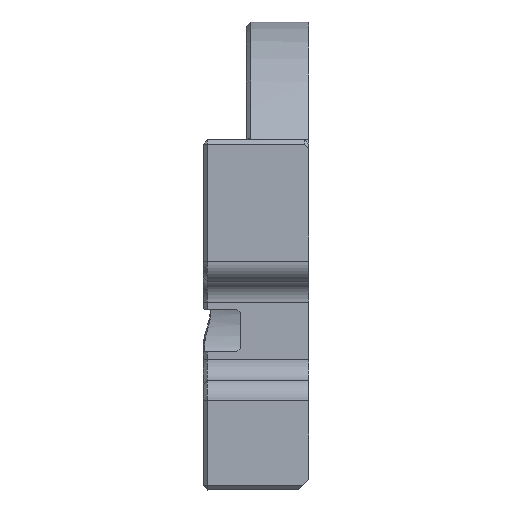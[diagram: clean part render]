
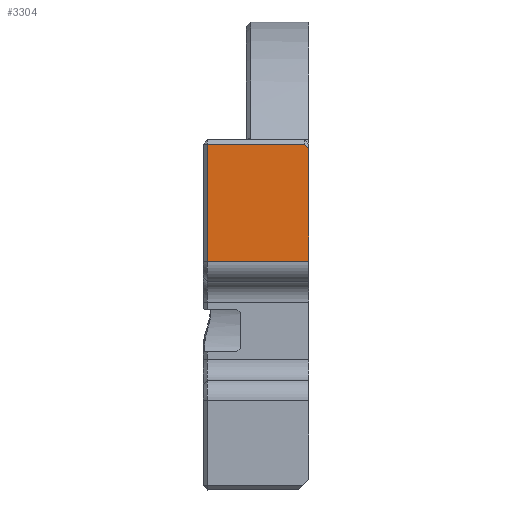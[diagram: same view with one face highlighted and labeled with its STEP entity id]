
A CAD part, left-side view. The second image highlights one B-rep face of the part: STEP entity #3304.
In plain terms, the highlighted planar face has unit normal (-1, 0, 0).
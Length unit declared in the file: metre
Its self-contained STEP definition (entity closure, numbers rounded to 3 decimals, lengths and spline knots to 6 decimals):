
#212=LINE('',#4945,#533);
#242=LINE('',#5038,#563);
#287=LINE('',#5756,#608);
#373=LINE('',#6065,#694);
#374=LINE('',#6067,#695);
#533=VECTOR('',#3966,1.);
#563=VECTOR('',#4050,1.);
#608=VECTOR('',#4197,1.);
#694=VECTOR('',#4461,1.);
#695=VECTOR('',#4462,1.);
#827=PLANE('',#3606);
#1641=ORIENTED_EDGE('',*,*,#2195,.T.);
#1642=ORIENTED_EDGE('',*,*,#2196,.T.);
#1643=ORIENTED_EDGE('',*,*,#2075,.T.);
#1644=ORIENTED_EDGE('',*,*,#1948,.F.);
#1645=ORIENTED_EDGE('',*,*,#1989,.T.);
#1948=EDGE_CURVE('',#2367,#2368,#212,.T.);
#1989=EDGE_CURVE('',#2367,#2402,#242,.T.);
#2075=EDGE_CURVE('',#2460,#2368,#287,.T.);
#2195=EDGE_CURVE('',#2402,#2517,#373,.T.);
#2196=EDGE_CURVE('',#2517,#2460,#374,.T.);
#2367=VERTEX_POINT('',#4946);
#2368=VERTEX_POINT('',#4947);
#2402=VERTEX_POINT('',#5037);
#2460=VERTEX_POINT('',#5757);
#2517=VERTEX_POINT('',#6066);
#2839=EDGE_LOOP('',(#1641,#1642,#1643,#1644,#1645));
#3068=FACE_BOUND('',#2839,.T.);
#3304=ADVANCED_FACE('',(#3068),#827,.T.);
#3606=AXIS2_PLACEMENT_3D('',#6064,#4459,#4460);
#3966=DIRECTION('',(0.,-0.707,-0.707));
#4050=DIRECTION('',(0.,1.,0.));
#4197=DIRECTION('',(0.,0.,1.));
#4459=DIRECTION('',(-1.,0.,0.));
#4460=DIRECTION('',(0.,0.,-1.));
#4461=DIRECTION('',(0.,0.,-1.));
#4462=DIRECTION('',(0.,-1.,0.));
#4945=CARTESIAN_POINT('',(-0.010455,-0.22865,0.0154));
#4946=CARTESIAN_POINT('',(-0.010455,-0.23165,0.0124));
#4947=CARTESIAN_POINT('',(-0.010455,-0.23205,0.012));
#5037=CARTESIAN_POINT('',(-0.010455,-0.22245,0.0124));
#5038=CARTESIAN_POINT('',(-0.010455,-0.22605,0.0124));
#5756=CARTESIAN_POINT('',(-0.010455,-0.23205,-0.001125));
#5757=CARTESIAN_POINT('',(-0.010455,-0.23205,0.001349));
#6064=CARTESIAN_POINT('',(-0.010455,-0.22605,0.0128));
#6065=CARTESIAN_POINT('',(-0.010455,-0.22245,0.005838));
#6066=CARTESIAN_POINT('',(-0.010455,-0.22245,0.001349));
#6067=CARTESIAN_POINT('',(-0.010455,-0.22205,0.001349));
